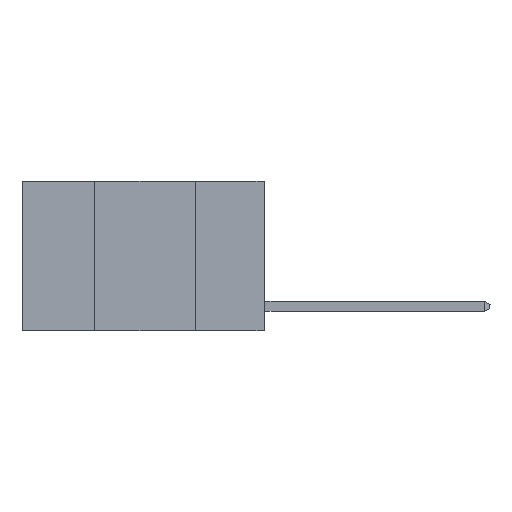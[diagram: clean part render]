
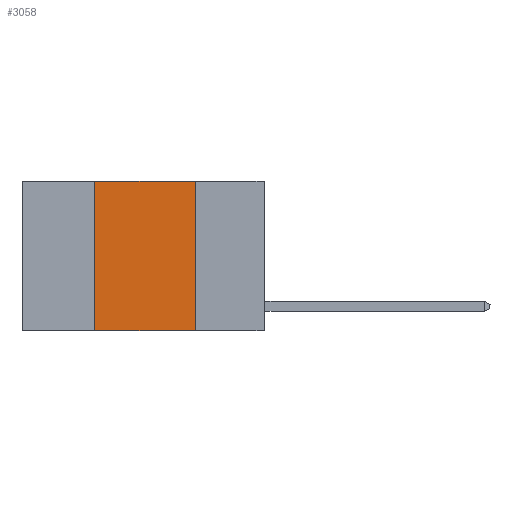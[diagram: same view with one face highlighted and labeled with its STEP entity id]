
A CAD part, left-side view. The second image highlights one B-rep face of the part: STEP entity #3058.
In plain terms, the highlighted planar face has unit normal (-1, 0, 0).
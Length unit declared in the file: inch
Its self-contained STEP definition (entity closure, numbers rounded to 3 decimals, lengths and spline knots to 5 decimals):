
#579 = DIRECTION ( 'NONE',  ( 0., -1., 0. ) ) ;
#1014 = PLANE ( 'NONE',  #7018 ) ;
#2290 = VECTOR ( 'NONE', #12587, 39.37008 ) ;
#2407 = CARTESIAN_POINT ( 'NONE',  ( 0., 0.6, -0.37 ) ) ;
#2615 = FACE_OUTER_BOUND ( 'NONE', #12043, .T. ) ;
#2724 = CARTESIAN_POINT ( 'NONE',  ( 0., 0.17, 0. ) ) ;
#2797 = ORIENTED_EDGE ( 'NONE', *, *, #8244, .F. ) ;
#2912 = DIRECTION ( 'NONE',  ( 0., 0., -1. ) ) ;
#3056 = CARTESIAN_POINT ( 'NONE',  ( 0., 0.42, -0.37 ) ) ;
#3058 = ADVANCED_FACE ( 'NONE', ( #2615 ), #1014, .F. ) ;
#3099 = ORIENTED_EDGE ( 'NONE', *, *, #12045, .T. ) ;
#3373 = CARTESIAN_POINT ( 'NONE',  ( 0., 0.42, 0. ) ) ;
#3496 = VECTOR ( 'NONE', #4680, 39.37008 ) ;
#3684 = EDGE_CURVE ( 'NONE', #6425, #3985, #4629, .T. ) ;
#3985 = VERTEX_POINT ( 'NONE', #7333 ) ;
#4020 = VERTEX_POINT ( 'NONE', #3373 ) ;
#4629 = LINE ( 'NONE', #11582, #2290 ) ;
#4680 = DIRECTION ( 'NONE',  ( 0., 0., 1. ) ) ;
#6127 = LINE ( 'NONE', #11516, #9300 ) ;
#6425 = VERTEX_POINT ( 'NONE', #2724 ) ;
#6955 = VECTOR ( 'NONE', #579, 39.37008 ) ;
#7018 = AXIS2_PLACEMENT_3D ( 'NONE', #8767, #8647, #2912 ) ;
#7333 = CARTESIAN_POINT ( 'NONE',  ( 0., 0.17, -0.37 ) ) ;
#7681 = CARTESIAN_POINT ( 'NONE',  ( 0., 0.42, 0. ) ) ;
#7950 = EDGE_CURVE ( 'NONE', #4020, #6425, #6127, .T. ) ;
#8014 = ORIENTED_EDGE ( 'NONE', *, *, #3684, .F. ) ;
#8093 = VERTEX_POINT ( 'NONE', #3056 ) ;
#8244 = EDGE_CURVE ( 'NONE', #8093, #4020, #8260, .T. ) ;
#8260 = LINE ( 'NONE', #7681, #3496 ) ;
#8647 = DIRECTION ( 'NONE',  ( 1., 0., 0. ) ) ;
#8767 = CARTESIAN_POINT ( 'NONE',  ( 0., 0.6, 0. ) ) ;
#9300 = VECTOR ( 'NONE', #12497, 39.37008 ) ;
#9521 = LINE ( 'NONE', #2407, #6955 ) ;
#11516 = CARTESIAN_POINT ( 'NONE',  ( 0., 0.6, 0. ) ) ;
#11582 = CARTESIAN_POINT ( 'NONE',  ( 0., 0.17, 0. ) ) ;
#12043 = EDGE_LOOP ( 'NONE', ( #8014, #12488, #2797, #3099 ) ) ;
#12045 = EDGE_CURVE ( 'NONE', #8093, #3985, #9521, .T. ) ;
#12488 = ORIENTED_EDGE ( 'NONE', *, *, #7950, .F. ) ;
#12497 = DIRECTION ( 'NONE',  ( 0., -1., 0. ) ) ;
#12587 = DIRECTION ( 'NONE',  ( 0., 0., -1. ) ) ;
